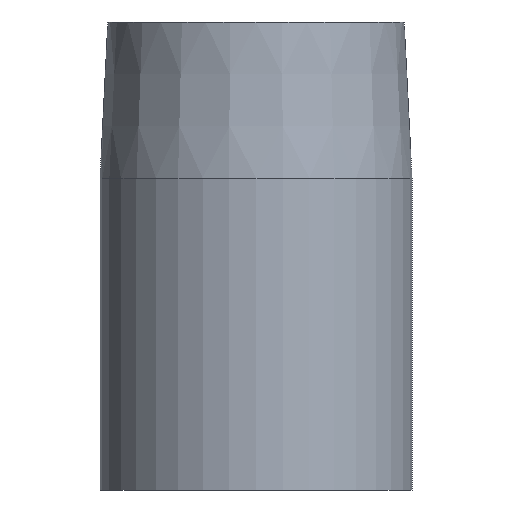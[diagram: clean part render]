
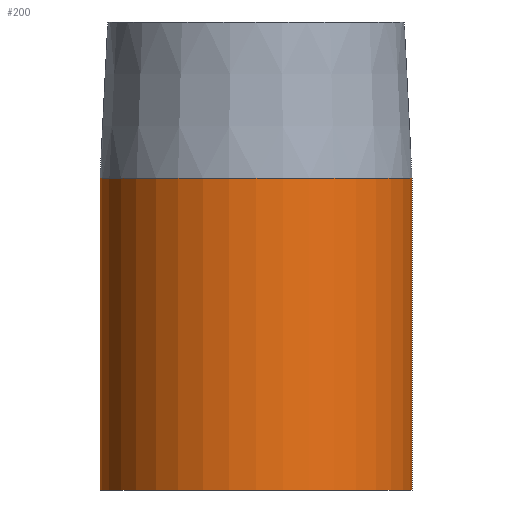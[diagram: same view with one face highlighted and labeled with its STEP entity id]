
A CAD part, front view. The second image highlights one B-rep face of the part: STEP entity #200.
In plain terms, the highlighted cylindrical face has radius 4 mm (diameter 8 mm), a full revolution.
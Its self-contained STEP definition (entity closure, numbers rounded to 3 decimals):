
#27=CYLINDRICAL_SURFACE('',#228,4.);
#30=FACE_OUTER_BOUND('',#42,.T.);
#42=EDGE_LOOP('',(#150,#151,#152,#153));
#57=LINE('',#308,#78);
#78=VECTOR('',#253,4.);
#99=CIRCLE('',#227,4.);
#100=CIRCLE('',#229,4.);
#104=VERTEX_POINT('',#303);
#105=VERTEX_POINT('',#307);
#122=EDGE_CURVE('',#104,#104,#99,.T.);
#123=EDGE_CURVE('',#104,#105,#57,.T.);
#124=EDGE_CURVE('',#105,#105,#100,.T.);
#150=ORIENTED_EDGE('',*,*,#122,.F.);
#151=ORIENTED_EDGE('',*,*,#123,.T.);
#152=ORIENTED_EDGE('',*,*,#124,.T.);
#153=ORIENTED_EDGE('',*,*,#123,.F.);
#200=ADVANCED_FACE('',(#30),#27,.T.);
#227=AXIS2_PLACEMENT_3D('',#305,#249,#250);
#228=AXIS2_PLACEMENT_3D('',#306,#251,#252);
#229=AXIS2_PLACEMENT_3D('',#309,#254,#255);
#249=DIRECTION('center_axis',(0.,0.,1.));
#250=DIRECTION('ref_axis',(1.,0.,0.));
#251=DIRECTION('center_axis',(0.,0.,1.));
#252=DIRECTION('ref_axis',(1.,0.,0.));
#253=DIRECTION('',(0.,0.,-1.));
#254=DIRECTION('center_axis',(0.,0.,1.));
#255=DIRECTION('ref_axis',(1.,0.,0.));
#303=CARTESIAN_POINT('',(-4.,0.,8.));
#305=CARTESIAN_POINT('Origin',(0.,0.,8.));
#306=CARTESIAN_POINT('Origin',(0.,0.,0.));
#307=CARTESIAN_POINT('',(-4.,0.,0.));
#308=CARTESIAN_POINT('',(-4.,0.,0.));
#309=CARTESIAN_POINT('Origin',(0.,0.,0.));
